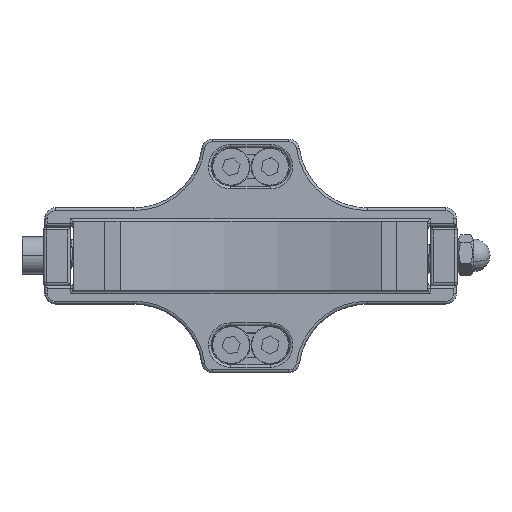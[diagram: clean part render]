
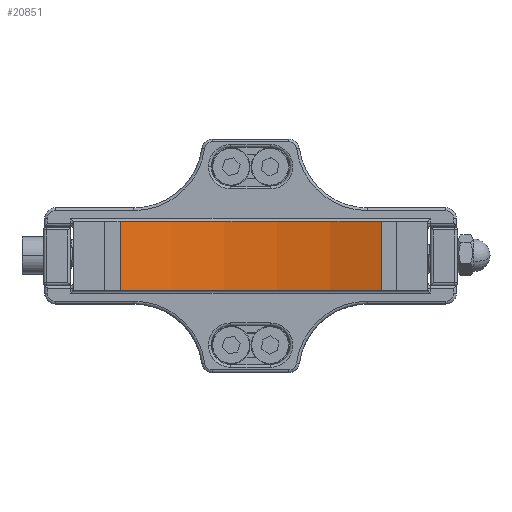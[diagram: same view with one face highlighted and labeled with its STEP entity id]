
A CAD part, top view. The second image highlights one B-rep face of the part: STEP entity #20851.
In plain terms, the highlighted cylindrical face has radius 70 mm (diameter 140 mm), a partial arc.
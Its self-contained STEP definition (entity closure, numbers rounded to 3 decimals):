
#466 = AXIS2_PLACEMENT_3D ( 'NONE', #21631, #9740, #2264 ) ;
#2264 = DIRECTION ( 'NONE',  ( 0., 0., 1. ) ) ;
#2567 = VERTEX_POINT ( 'NONE', #30450 ) ;
#3197 = VERTEX_POINT ( 'NONE', #23743 ) ;
#3475 = CARTESIAN_POINT ( 'NONE',  ( -69.831, 50.558, 8.95 ) ) ;
#4276 = CIRCLE ( 'NONE', #23489, 70. ) ;
#6530 = EDGE_CURVE ( 'NONE', #2567, #3197, #15835, .T. ) ;
#8583 = EDGE_CURVE ( 'NONE', #23879, #10845, #9091, .T. ) ;
#9091 = LINE ( 'NONE', #9238, #12009 ) ;
#9238 = CARTESIAN_POINT ( 'NONE',  ( -69.831, 35.358, 8.95 ) ) ;
#9740 = DIRECTION ( 'NONE',  ( 0., 1., 0. ) ) ;
#10845 = VERTEX_POINT ( 'NONE', #16314 ) ;
#11203 = ORIENTED_EDGE ( 'NONE', *, *, #8583, .F. ) ;
#12009 = VECTOR ( 'NONE', #24205, 1000. ) ;
#12013 = FACE_OUTER_BOUND ( 'NONE', #15201, .T. ) ;
#14855 = VECTOR ( 'NONE', #20856, 1000. ) ;
#15201 = EDGE_LOOP ( 'NONE', ( #30181, #16673, #18494, #11203 ) ) ;
#15835 = LINE ( 'NONE', #25914, #14855 ) ;
#16314 = CARTESIAN_POINT ( 'NONE',  ( -69.831, 63.358, 8.95 ) ) ;
#16495 = DIRECTION ( 'NONE',  ( 0., 0., 1. ) ) ;
#16673 = ORIENTED_EDGE ( 'NONE', *, *, #6530, .F. ) ;
#18494 = ORIENTED_EDGE ( 'NONE', *, *, #27687, .T. ) ;
#18600 = CARTESIAN_POINT ( 'NONE',  ( -45.675, 50.558, 74.65 ) ) ;
#20851 = ADVANCED_FACE ( 'NONE', ( #12013 ), #29456, .F. ) ;
#20856 = DIRECTION ( 'NONE',  ( 0., -1., 0. ) ) ;
#21366 = DIRECTION ( 'NONE',  ( 0., 1., 0. ) ) ;
#21631 = CARTESIAN_POINT ( 'NONE',  ( -45.675, 35.358, 74.65 ) ) ;
#23489 = AXIS2_PLACEMENT_3D ( 'NONE', #29035, #29354, #23802 ) ;
#23743 = CARTESIAN_POINT ( 'NONE',  ( -21.519, 50.558, 8.95 ) ) ;
#23802 = DIRECTION ( 'NONE',  ( 0., 0., 1. ) ) ;
#23879 = VERTEX_POINT ( 'NONE', #3475 ) ;
#24037 = EDGE_CURVE ( 'NONE', #3197, #23879, #25485, .T. ) ;
#24205 = DIRECTION ( 'NONE',  ( 0., 1., 0. ) ) ;
#25485 = CIRCLE ( 'NONE', #28619, 70. ) ;
#25914 = CARTESIAN_POINT ( 'NONE',  ( -21.519, 35.358, 8.95 ) ) ;
#27687 = EDGE_CURVE ( 'NONE', #2567, #10845, #4276, .T. ) ;
#28619 = AXIS2_PLACEMENT_3D ( 'NONE', #18600, #21366, #16495 ) ;
#29035 = CARTESIAN_POINT ( 'NONE',  ( -45.675, 63.358, 74.65 ) ) ;
#29354 = DIRECTION ( 'NONE',  ( 0., 1., 0. ) ) ;
#29456 = CYLINDRICAL_SURFACE ( 'NONE', #466, 70. ) ;
#30181 = ORIENTED_EDGE ( 'NONE', *, *, #24037, .F. ) ;
#30450 = CARTESIAN_POINT ( 'NONE',  ( -21.519, 63.358, 8.95 ) ) ;
